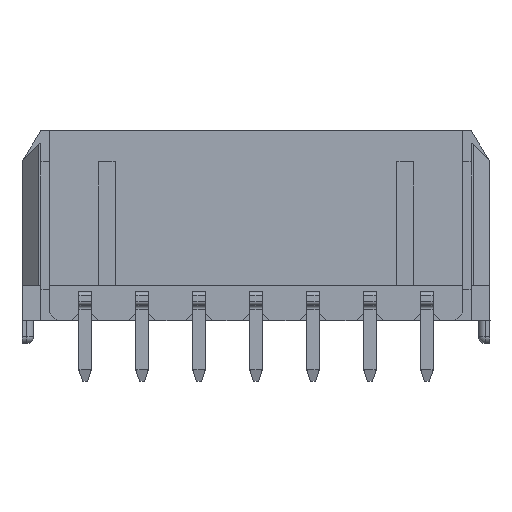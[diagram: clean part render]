
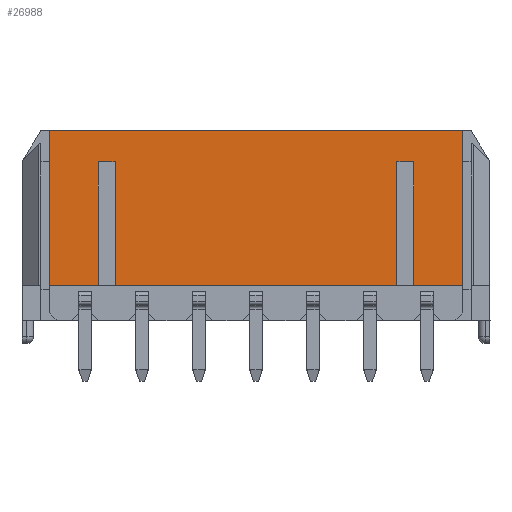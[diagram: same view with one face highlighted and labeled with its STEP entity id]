
A CAD part, top view. The second image highlights one B-rep face of the part: STEP entity #26988.
In plain terms, the highlighted planar face has unit normal (0, 0, 1).
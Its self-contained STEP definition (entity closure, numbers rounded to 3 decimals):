
#15119=DIRECTION('',(-1.,0.,0.));
#15120=VECTOR('',#15119,21.748);
#15121=CARTESIAN_POINT('',(10.873,10.,6.85));
#15122=LINE('',#15121,#15120);
#17124=DIRECTION('',(1.,0.,0.));
#17125=VECTOR('',#17124,2.575);
#17126=CARTESIAN_POINT('',(-10.875,1.85,6.85));
#17127=LINE('',#17126,#17125);
#17136=DIRECTION('',(1.,0.,0.));
#17137=VECTOR('',#17136,14.84);
#17138=CARTESIAN_POINT('',(-7.42,1.85,6.85));
#17139=LINE('',#17138,#17137);
#17148=DIRECTION('',(1.,0.,0.));
#17149=VECTOR('',#17148,2.573);
#17150=CARTESIAN_POINT('',(8.3,1.85,6.85));
#17151=LINE('',#17150,#17149);
#17156=DIRECTION('',(0.,1.,0.));
#17157=VECTOR('',#17156,8.15);
#17158=CARTESIAN_POINT('',(-10.875,1.85,6.85));
#17159=LINE('',#17158,#17157);
#17160=DIRECTION('',(0.,1.,0.));
#17161=VECTOR('',#17160,6.5);
#17162=CARTESIAN_POINT('',(8.3,1.85,6.85));
#17163=LINE('',#17162,#17161);
#17164=DIRECTION('',(-1.,0.,0.));
#17165=VECTOR('',#17164,0.88);
#17166=CARTESIAN_POINT('',(8.3,8.35,6.85));
#17167=LINE('',#17166,#17165);
#17168=DIRECTION('',(0.,1.,0.));
#17169=VECTOR('',#17168,6.5);
#17170=CARTESIAN_POINT('',(-7.42,1.85,6.85));
#17171=LINE('',#17170,#17169);
#17172=DIRECTION('',(-1.,0.,0.));
#17173=VECTOR('',#17172,0.88);
#17174=CARTESIAN_POINT('',(-7.42,8.35,6.85));
#17175=LINE('',#17174,#17173);
#17192=DIRECTION('',(0.,1.,0.));
#17193=VECTOR('',#17192,8.15);
#17194=CARTESIAN_POINT('',(10.873,1.85,6.85));
#17195=LINE('',#17194,#17193);
#21308=DIRECTION('',(0.,1.,0.));
#21309=VECTOR('',#21308,6.5);
#21310=CARTESIAN_POINT('',(7.42,1.85,6.85));
#21311=LINE('',#21310,#21309);
#21328=DIRECTION('',(0.,1.,0.));
#21329=VECTOR('',#21328,6.5);
#21330=CARTESIAN_POINT('',(-8.3,1.85,6.85));
#21331=LINE('',#21330,#21329);
#22370=CARTESIAN_POINT('',(10.873,10.,6.85));
#22371=VERTEX_POINT('',#22370);
#22372=CARTESIAN_POINT('',(-10.875,10.,6.85));
#22373=VERTEX_POINT('',#22372);
#22712=CARTESIAN_POINT('',(-10.875,1.85,6.85));
#22713=VERTEX_POINT('',#22712);
#23270=CARTESIAN_POINT('',(-8.3,1.85,6.85));
#23271=VERTEX_POINT('',#23270);
#23276=CARTESIAN_POINT('',(-7.42,1.85,6.85));
#23277=VERTEX_POINT('',#23276);
#23278=CARTESIAN_POINT('',(7.42,1.85,6.85));
#23279=VERTEX_POINT('',#23278);
#23284=CARTESIAN_POINT('',(8.3,1.85,6.85));
#23285=VERTEX_POINT('',#23284);
#23286=CARTESIAN_POINT('',(10.873,1.85,6.85));
#23287=VERTEX_POINT('',#23286);
#23288=CARTESIAN_POINT('',(8.3,8.35,6.85));
#23289=VERTEX_POINT('',#23288);
#23290=CARTESIAN_POINT('',(7.42,8.35,6.85));
#23291=VERTEX_POINT('',#23290);
#23292=CARTESIAN_POINT('',(-7.42,8.35,6.85));
#23293=VERTEX_POINT('',#23292);
#23294=CARTESIAN_POINT('',(-8.3,8.35,6.85));
#23295=VERTEX_POINT('',#23294);
#26962=CARTESIAN_POINT('',(0.,0.,6.85));
#26963=DIRECTION('',(0.,0.,1.));
#26964=DIRECTION('',(1.,0.,0.));
#26965=AXIS2_PLACEMENT_3D('',#26962,#26963,#26964);
#26966=PLANE('',#26965);
#26967=ORIENTED_EDGE('',*,*,#25491,.T.);
#26968=ORIENTED_EDGE('',*,*,#24752,.F.);
#26970=ORIENTED_EDGE('',*,*,#26969,.F.);
#26971=ORIENTED_EDGE('',*,*,#26954,.F.);
#26973=ORIENTED_EDGE('',*,*,#26972,.T.);
#26975=ORIENTED_EDGE('',*,*,#26974,.T.);
#26977=ORIENTED_EDGE('',*,*,#26976,.F.);
#26978=ORIENTED_EDGE('',*,*,#26946,.F.);
#26980=ORIENTED_EDGE('',*,*,#26979,.T.);
#26982=ORIENTED_EDGE('',*,*,#26981,.T.);
#26984=ORIENTED_EDGE('',*,*,#26983,.F.);
#26985=ORIENTED_EDGE('',*,*,#26938,.F.);
#26986=EDGE_LOOP('',(#26967,#26968,#26970,#26971,#26973,#26975,#26977,#26978,
#26980,#26982,#26984,#26985));
#26987=FACE_OUTER_BOUND('',#26986,.F.);
#24752=EDGE_CURVE('',#22371,#22373,#15122,.T.);
#25491=EDGE_CURVE('',#22713,#22373,#17159,.T.);
#26938=EDGE_CURVE('',#22713,#23271,#17127,.T.);
#26946=EDGE_CURVE('',#23277,#23279,#17139,.T.);
#26954=EDGE_CURVE('',#23285,#23287,#17151,.T.);
#26969=EDGE_CURVE('',#23287,#22371,#17195,.T.);
#26972=EDGE_CURVE('',#23285,#23289,#17163,.T.);
#26974=EDGE_CURVE('',#23289,#23291,#17167,.T.);
#26976=EDGE_CURVE('',#23279,#23291,#21311,.T.);
#26979=EDGE_CURVE('',#23277,#23293,#17171,.T.);
#26981=EDGE_CURVE('',#23293,#23295,#17175,.T.);
#26983=EDGE_CURVE('',#23271,#23295,#21331,.T.);
#26988=ADVANCED_FACE('',(#26987),#26966,.T.);
